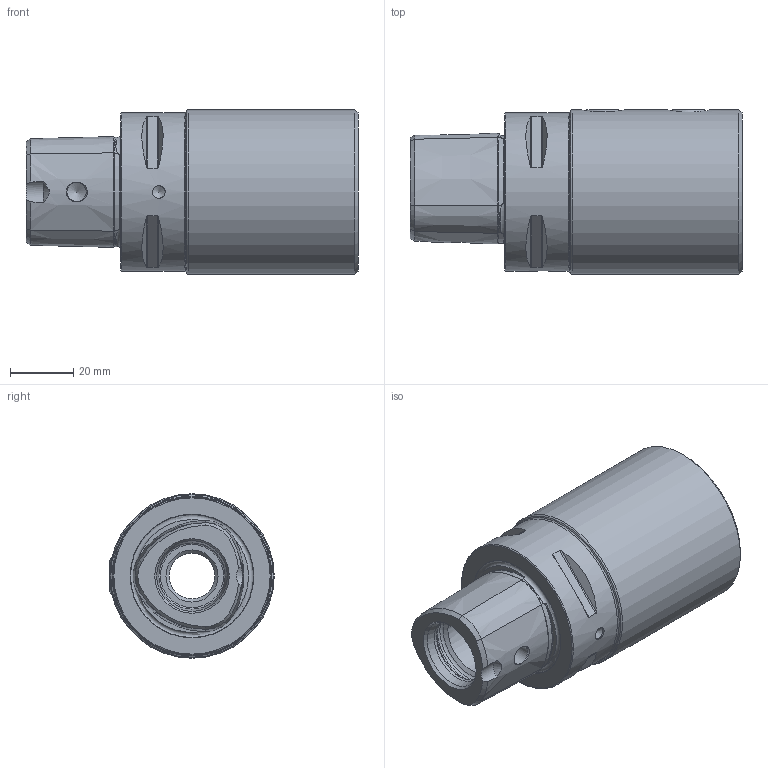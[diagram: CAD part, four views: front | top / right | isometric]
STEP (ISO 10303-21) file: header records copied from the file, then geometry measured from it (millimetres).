
FILE_DESCRIPTION (( 'STEP AP214' ), '1' );
FILE_NAME ('PS5.K32.K01.075.STEP', '2020-11-20T14:54:41', ( '' ), ( '' ), 'SwSTEP 2.0', 'SolidWorks 2017', '' );
FILE_SCHEMA (( 'AUTOMOTIVE_DESIGN' ));
Length unit declared in the file: millimetre
Products named in the file (4): PS5-K32.K01.075_A; PS5.K32.K01.075; K32-ER2.012.014; K32-ER1.012.012_M12x12
Assembly tree (3 placements, depth 2):
  PS5.K32.K01.075
    PS5-K32.K01.075_A
    K32-ER1.012.012_M12x12
    K32-ER2.012.014
Bounding box: 105 x 52 x 52 mm (x, y, z)
Volume: 119883.5 mm3; surface area: 29768.4 mm2
Topology: 3 solids, 3 shells, 139 faces, 317 edges, 191 vertices
Faces by surface type: plane 48, cone 46, cylinder 26, torus 19
Full cylindrical faces by diameter (mm): 4 x1, 6 x2, 6.1 x2, 11 x2, 12 x2, 14.5 x1, 21 x2, 24 x1, 32 x1, 32.6 x1, 50 x1, 52 x1
Entity records: 4654 total; most frequent: CARTESIAN_POINT 1653, DIRECTION 582, ORIENTED_EDGE 510, EDGE_CURVE 255, AXIS2_PLACEMENT_3D 252, EDGE_LOOP 204, VERTEX_POINT 179, FACE_OUTER_BOUND 166
